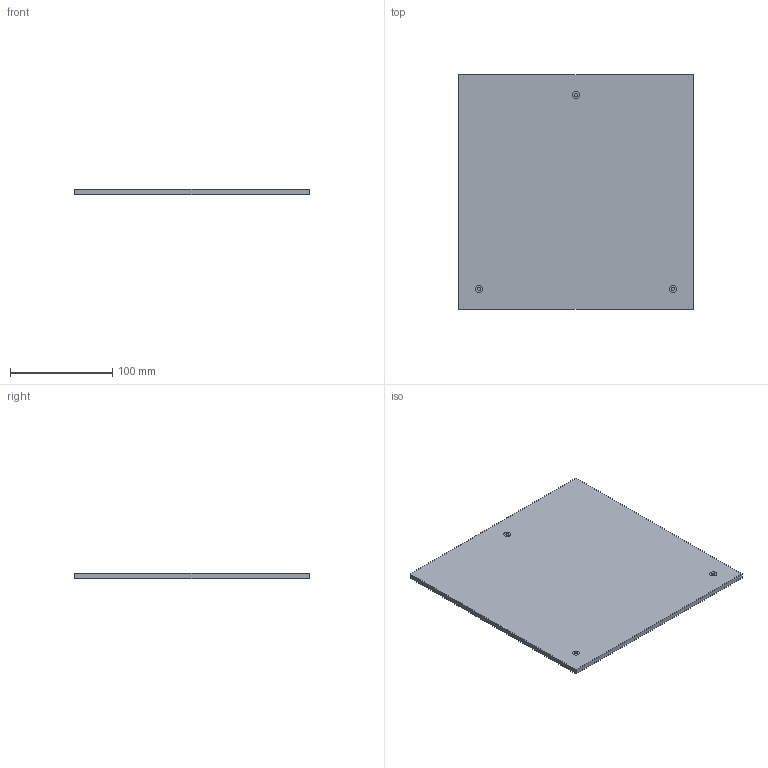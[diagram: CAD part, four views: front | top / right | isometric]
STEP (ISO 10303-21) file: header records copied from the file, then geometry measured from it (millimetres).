
FILE_DESCRIPTION(('FreeCAD Model'),'2;1');
FILE_NAME( 'plaque_230x230x5.step', '2014-05-20T10:21:55',('FreeCAD'),('FreeCAD'), 'Open CASCADE STEP processor 6.3','FreeCAD','Unknown');
FILE_SCHEMA(('AUTOMOTIVE_DESIGN_CC2 { 1 2 10303 214 -1 1 5 4 }'));
Length unit declared in the file: millimetre
Products named in the file (9): Open CASCADE STEP translator 6.3 6; Open CASCADE STEP translator 6.3 6.1; Open CASCADE STEP translator 6.3 6.2; Open CASCADE STEP translator 6.3 6.2.1; Open CASCADE STEP translator 6.3 6.2.2; Open CASCADE STEP translator 6.3 6.2.3; Open CASCADE STEP translator 6.3 6.3; Open CASCADE STEP translator 6.3 6.4; Open CASCADE STEP translator 6.3 6.5
Assembly tree (8 placements, depth 3):
  Open CASCADE STEP translator 6.3 6
    Open CASCADE STEP translator 6.3 6.1
    Open CASCADE STEP translator 6.3 6.2
      Open CASCADE STEP translator 6.3 6.2.1
      Open CASCADE STEP translator 6.3 6.2.2
      Open CASCADE STEP translator 6.3 6.2.3
    Open CASCADE STEP translator 6.3 6.3
    Open CASCADE STEP translator 6.3 6.4
    Open CASCADE STEP translator 6.3 6.5
Bounding box: 230 x 230 x 5 mm (x, y, z)
Surface area: 331380.4 mm2
Topology: 3 solids, 3 shells, 27 faces, 73 edges, 56 vertices
Faces by surface type: plane 18, cylinder 6, cone 3
Full cylindrical faces by diameter (mm): 3 x6
Entity records: 1947 total; most frequent: CARTESIAN_POINT 408, DIRECTION 283, LINE 163, VECTOR 163, ORIENTED_EDGE 132, PCURVE 132, DEFINITIONAL_REPRESENTATION 132, EDGE_CURVE 66
